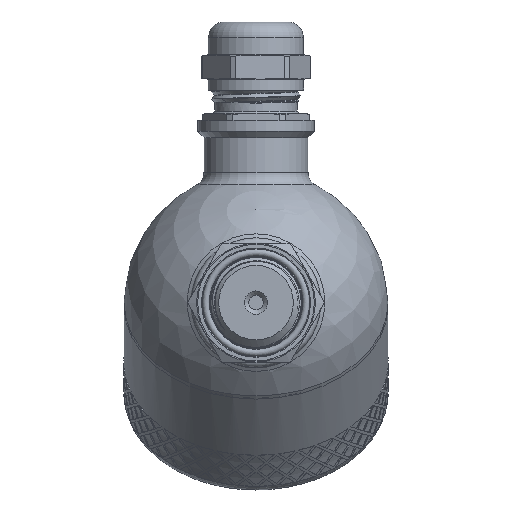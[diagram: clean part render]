
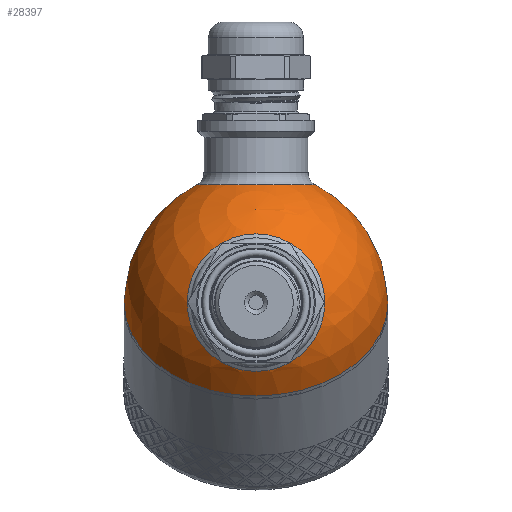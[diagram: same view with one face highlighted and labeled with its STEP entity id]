
A CAD part, left-side view. The second image highlights one B-rep face of the part: STEP entity #28397.
In plain terms, the highlighted spherical face has radius 30 mm.
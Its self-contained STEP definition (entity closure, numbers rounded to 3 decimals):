
#145=SPHERICAL_SURFACE('',#30201,30.);
#245=FACE_BOUND('',#4151,.T.);
#246=FACE_BOUND('',#4152,.T.);
#2327=FACE_OUTER_BOUND('',#4150,.T.);
#4150=EDGE_LOOP('',(#20396,#20397,#20398,#20399));
#4151=EDGE_LOOP('',(#20400));
#4152=EDGE_LOOP('',(#20401));
#5897=CIRCLE('',#30124,30.);
#5898=CIRCLE('',#30125,30.);
#5925=CIRCLE('',#30197,13.5);
#5928=CIRCLE('',#30202,30.);
#5929=CIRCLE('',#30203,15.643);
#11204=VERTEX_POINT('',#38977);
#11205=VERTEX_POINT('',#38979);
#11680=VERTEX_POINT('',#45041);
#11682=VERTEX_POINT('',#45048);
#11683=VERTEX_POINT('',#45050);
#14257=EDGE_CURVE('',#11204,#11205,#5897,.T.);
#14258=EDGE_CURVE('',#11205,#11204,#5898,.T.);
#14973=EDGE_CURVE('',#11680,#11680,#5925,.T.);
#14976=EDGE_CURVE('',#11205,#11682,#5928,.T.);
#14977=EDGE_CURVE('',#11683,#11683,#5929,.T.);
#20396=ORIENTED_EDGE('',*,*,#14258,.F.);
#20397=ORIENTED_EDGE('',*,*,#14976,.T.);
#20398=ORIENTED_EDGE('',*,*,#14976,.F.);
#20399=ORIENTED_EDGE('',*,*,#14257,.F.);
#20400=ORIENTED_EDGE('',*,*,#14977,.F.);
#20401=ORIENTED_EDGE('',*,*,#14973,.F.);
#28397=ADVANCED_FACE('',(#2327,#245,#246),#145,.T.);
#30124=AXIS2_PLACEMENT_3D('',#38980,#31739,#31740);
#30125=AXIS2_PLACEMENT_3D('',#38981,#31741,#31742);
#30197=AXIS2_PLACEMENT_3D('',#45042,#32137,#32138);
#30201=AXIS2_PLACEMENT_3D('',#45047,#32145,#32146);
#30202=AXIS2_PLACEMENT_3D('',#45049,#32147,#32148);
#30203=AXIS2_PLACEMENT_3D('',#45051,#32149,#32150);
#31739=DIRECTION('center_axis',(1.,0.,0.));
#31740=DIRECTION('ref_axis',(0.,1.,0.));
#31741=DIRECTION('center_axis',(1.,0.,0.));
#31742=DIRECTION('ref_axis',(0.,1.,0.));
#32137=DIRECTION('center_axis',(-0.707,0.,-0.707));
#32138=DIRECTION('ref_axis',(-0.707,0.,0.707));
#32145=DIRECTION('center_axis',(1.,0.,0.));
#32146=DIRECTION('ref_axis',(0.,-1.,0.));
#32147=DIRECTION('center_axis',(0.,0.,1.));
#32148=DIRECTION('ref_axis',(0.,1.,0.));
#32149=DIRECTION('center_axis',(-0.707,0.,0.707));
#32150=DIRECTION('ref_axis',(0.707,0.,0.707));
#38977=CARTESIAN_POINT('',(0.,-30.,0.));
#38979=CARTESIAN_POINT('',(0.,30.,0.));
#38980=CARTESIAN_POINT('Origin',(0.,0.,0.));
#38981=CARTESIAN_POINT('Origin',(0.,0.,0.));
#45041=CARTESIAN_POINT('',(-9.398,0.,-28.49));
#45042=CARTESIAN_POINT('Origin',(-18.944,0.,-18.944));
#45047=CARTESIAN_POINT('Origin',(0.,0.,0.));
#45048=CARTESIAN_POINT('',(-30.,0.,0.));
#45049=CARTESIAN_POINT('Origin',(0.,0.,0.));
#45050=CARTESIAN_POINT('',(-29.162,0.,7.04));
#45051=CARTESIAN_POINT('Origin',(-18.101,0.,18.101));
